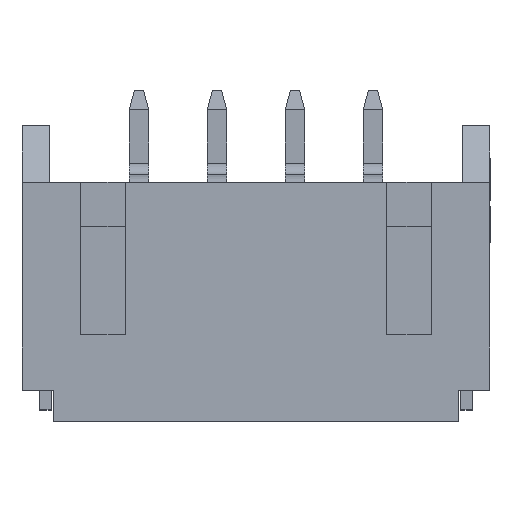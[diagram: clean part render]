
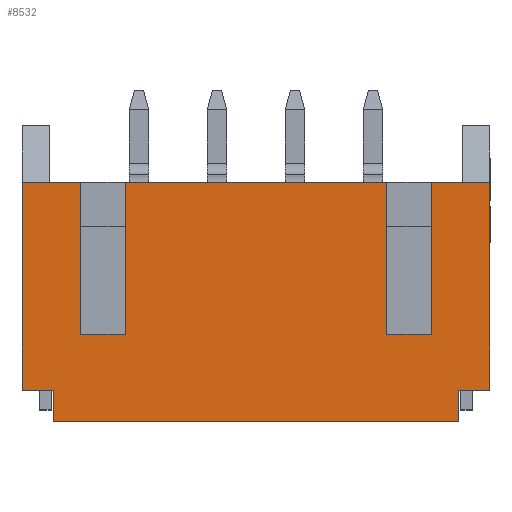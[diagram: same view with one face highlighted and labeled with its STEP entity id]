
A CAD part, top view. The second image highlights one B-rep face of the part: STEP entity #8532.
In plain terms, the highlighted planar face has unit normal (0, 0, 1).
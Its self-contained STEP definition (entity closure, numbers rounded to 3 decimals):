
#443=FACE_OUTER_BOUND('',#907,.T.);
#907=EDGE_LOOP('',(#5372,#5373,#5374,#5375,#5376,#5377,#5378,#5379,#5380,
#5381,#5382,#5383,#5384,#5385,#5386,#5387));
#1389=LINE('',#11394,#2354);
#1393=LINE('',#11402,#2358);
#1401=LINE('',#11418,#2366);
#1421=LINE('',#11459,#2386);
#1422=LINE('',#11460,#2387);
#1423=LINE('',#11462,#2388);
#1424=LINE('',#11464,#2389);
#1425=LINE('',#11465,#2390);
#1426=LINE('',#11467,#2391);
#1427=LINE('',#11469,#2392);
#1428=LINE('',#11471,#2393);
#1429=LINE('',#11473,#2394);
#1430=LINE('',#11475,#2395);
#1431=LINE('',#11477,#2396);
#1432=LINE('',#11478,#2397);
#1433=LINE('',#11479,#2398);
#2354=VECTOR('',#9492,1.);
#2358=VECTOR('',#9496,1.);
#2366=VECTOR('',#9504,1.);
#2386=VECTOR('',#9526,1.);
#2387=VECTOR('',#9527,1.);
#2388=VECTOR('',#9528,1.);
#2389=VECTOR('',#9529,1.);
#2390=VECTOR('',#9530,1.);
#2391=VECTOR('',#9531,1.);
#2392=VECTOR('',#9532,1.);
#2393=VECTOR('',#9533,1.);
#2394=VECTOR('',#9534,1.);
#2395=VECTOR('',#9535,1.);
#2396=VECTOR('',#9536,1.);
#2397=VECTOR('',#9537,1.);
#2398=VECTOR('',#9538,1.);
#3319=VERTEX_POINT('',#11392);
#3320=VERTEX_POINT('',#11393);
#3323=VERTEX_POINT('',#11399);
#3324=VERTEX_POINT('',#11401);
#3331=VERTEX_POINT('',#11415);
#3332=VERTEX_POINT('',#11417);
#3351=VERTEX_POINT('',#11457);
#3352=VERTEX_POINT('',#11458);
#3353=VERTEX_POINT('',#11461);
#3354=VERTEX_POINT('',#11463);
#3355=VERTEX_POINT('',#11466);
#3356=VERTEX_POINT('',#11468);
#3357=VERTEX_POINT('',#11470);
#3358=VERTEX_POINT('',#11472);
#3359=VERTEX_POINT('',#11474);
#3360=VERTEX_POINT('',#11476);
#4119=EDGE_CURVE('',#3319,#3320,#1389,.T.);
#4123=EDGE_CURVE('',#3323,#3324,#1393,.T.);
#4131=EDGE_CURVE('',#3331,#3332,#1401,.T.);
#4151=EDGE_CURVE('',#3351,#3352,#1421,.T.);
#4152=EDGE_CURVE('',#3352,#3320,#1422,.T.);
#4153=EDGE_CURVE('',#3353,#3319,#1423,.T.);
#4154=EDGE_CURVE('',#3354,#3353,#1424,.T.);
#4155=EDGE_CURVE('',#3332,#3354,#1425,.T.);
#4156=EDGE_CURVE('',#3355,#3331,#1426,.T.);
#4157=EDGE_CURVE('',#3356,#3355,#1427,.T.);
#4158=EDGE_CURVE('',#3357,#3356,#1428,.T.);
#4159=EDGE_CURVE('',#3357,#3358,#1429,.T.);
#4160=EDGE_CURVE('',#3358,#3359,#1430,.T.);
#4161=EDGE_CURVE('',#3359,#3360,#1431,.T.);
#4162=EDGE_CURVE('',#3360,#3324,#1432,.T.);
#4163=EDGE_CURVE('',#3323,#3351,#1433,.T.);
#5372=ORIENTED_EDGE('',*,*,#4151,.T.);
#5373=ORIENTED_EDGE('',*,*,#4152,.T.);
#5374=ORIENTED_EDGE('',*,*,#4119,.F.);
#5375=ORIENTED_EDGE('',*,*,#4153,.F.);
#5376=ORIENTED_EDGE('',*,*,#4154,.F.);
#5377=ORIENTED_EDGE('',*,*,#4155,.F.);
#5378=ORIENTED_EDGE('',*,*,#4131,.F.);
#5379=ORIENTED_EDGE('',*,*,#4156,.F.);
#5380=ORIENTED_EDGE('',*,*,#4157,.F.);
#5381=ORIENTED_EDGE('',*,*,#4158,.F.);
#5382=ORIENTED_EDGE('',*,*,#4159,.T.);
#5383=ORIENTED_EDGE('',*,*,#4160,.T.);
#5384=ORIENTED_EDGE('',*,*,#4161,.T.);
#5385=ORIENTED_EDGE('',*,*,#4162,.T.);
#5386=ORIENTED_EDGE('',*,*,#4123,.F.);
#5387=ORIENTED_EDGE('',*,*,#4163,.T.);
#7783=PLANE('',#9020);
#8532=ADVANCED_FACE('',(#443),#7783,.T.);
#9020=AXIS2_PLACEMENT_3D('',#11456,#9524,#9525);
#9492=DIRECTION('',(1.,0.,0.));
#9496=DIRECTION('',(1.,0.,0.));
#9504=DIRECTION('',(1.,0.,0.));
#9524=DIRECTION('center_axis',(0.,0.,1.));
#9525=DIRECTION('ref_axis',(1.,0.,0.));
#9526=DIRECTION('',(-1.,0.,0.));
#9527=DIRECTION('',(0.,1.,0.));
#9528=DIRECTION('',(0.,1.,0.));
#9529=DIRECTION('',(1.,0.,0.));
#9530=DIRECTION('',(0.,-1.,0.));
#9531=DIRECTION('',(0.,1.,0.));
#9532=DIRECTION('',(-1.,0.,0.));
#9533=DIRECTION('',(0.,1.,0.));
#9534=DIRECTION('',(1.,0.,0.));
#9535=DIRECTION('',(0.,1.,0.));
#9536=DIRECTION('',(1.,0.,0.));
#9537=DIRECTION('',(0.,1.,0.));
#9538=DIRECTION('',(0.,-1.,0.));
#11392=CARTESIAN_POINT('',(-3.35,1.69,5.6));
#11393=CARTESIAN_POINT('',(3.35,1.69,5.6));
#11394=CARTESIAN_POINT('',(-6.,1.69,5.6));
#11399=CARTESIAN_POINT('',(4.5,1.69,5.6));
#11401=CARTESIAN_POINT('',(6.,1.69,5.6));
#11402=CARTESIAN_POINT('',(-6.,1.69,5.6));
#11415=CARTESIAN_POINT('',(-6.,1.69,5.6));
#11417=CARTESIAN_POINT('',(-4.5,1.69,5.6));
#11418=CARTESIAN_POINT('',(-6.,1.69,5.6));
#11456=CARTESIAN_POINT('Origin',(-6.,-4.44,5.6));
#11457=CARTESIAN_POINT('',(4.5,-2.21,5.6));
#11458=CARTESIAN_POINT('',(3.35,-2.21,5.6));
#11459=CARTESIAN_POINT('',(3.35,-2.21,5.6));
#11460=CARTESIAN_POINT('',(3.35,1.69,5.6));
#11461=CARTESIAN_POINT('',(-3.35,-2.21,5.6));
#11462=CARTESIAN_POINT('',(-3.35,1.69,5.6));
#11463=CARTESIAN_POINT('',(-4.5,-2.21,5.6));
#11464=CARTESIAN_POINT('',(-3.35,-2.21,5.6));
#11465=CARTESIAN_POINT('',(-4.5,1.69,5.6));
#11466=CARTESIAN_POINT('',(-6.,-3.64,5.6));
#11467=CARTESIAN_POINT('',(-6.,-4.44,5.6));
#11468=CARTESIAN_POINT('',(-5.2,-3.64,5.6));
#11469=CARTESIAN_POINT('',(0.358,-3.64,5.6));
#11470=CARTESIAN_POINT('',(-5.2,-4.44,5.6));
#11471=CARTESIAN_POINT('',(-5.2,-4.44,5.6));
#11472=CARTESIAN_POINT('',(5.2,-4.44,5.6));
#11473=CARTESIAN_POINT('',(-6.,-4.44,5.6));
#11474=CARTESIAN_POINT('',(5.2,-3.64,5.6));
#11475=CARTESIAN_POINT('',(5.2,-4.44,5.6));
#11476=CARTESIAN_POINT('',(6.,-3.64,5.6));
#11477=CARTESIAN_POINT('',(-10.758,-3.64,5.6));
#11478=CARTESIAN_POINT('',(6.,-4.44,5.6));
#11479=CARTESIAN_POINT('',(4.5,1.69,5.6));
